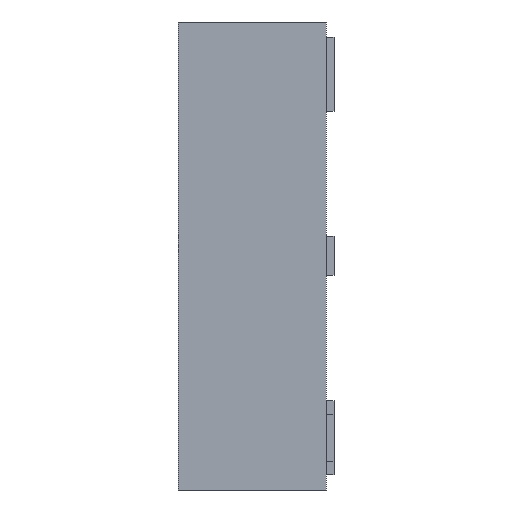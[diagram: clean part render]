
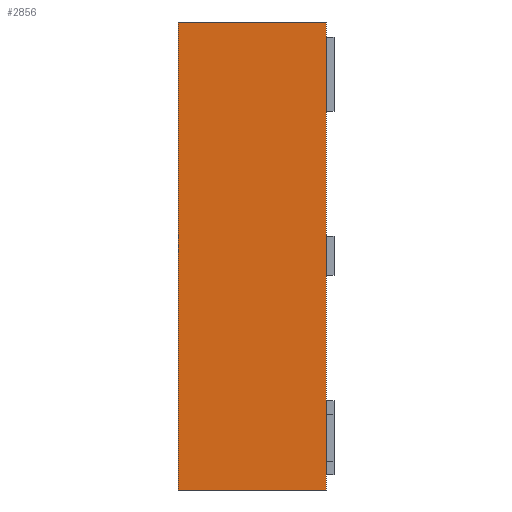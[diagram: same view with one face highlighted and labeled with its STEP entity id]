
A CAD part, left-side view. The second image highlights one B-rep face of the part: STEP entity #2856.
In plain terms, the highlighted planar face has unit normal (-1, 0, 0).
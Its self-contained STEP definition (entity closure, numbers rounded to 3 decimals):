
#20 = VERTEX_POINT ( 'NONE', #3117 ) ;
#194 = ORIENTED_EDGE ( 'NONE', *, *, #3579, .T. ) ;
#376 = EDGE_CURVE ( 'NONE', #1004, #3777, #1303, .T. ) ;
#388 = DIRECTION ( 'NONE',  ( 0., 0., 1. ) ) ;
#615 = ORIENTED_EDGE ( 'NONE', *, *, #376, .F. ) ;
#997 = LINE ( 'NONE', #2589, #1849 ) ;
#1004 = VERTEX_POINT ( 'NONE', #2096 ) ;
#1084 = LINE ( 'NONE', #3042, #2442 ) ;
#1303 = LINE ( 'NONE', #1888, #1418 ) ;
#1357 = DIRECTION ( 'NONE',  ( 1., 0., 0. ) ) ;
#1418 = VECTOR ( 'NONE', #3144, 1000. ) ;
#1819 = ORIENTED_EDGE ( 'NONE', *, *, #3541, .T. ) ;
#1849 = VECTOR ( 'NONE', #2293, 1000. ) ;
#1888 = CARTESIAN_POINT ( 'NONE',  ( -2.25, 0.95, -1.5 ) ) ;
#1900 = AXIS2_PLACEMENT_3D ( 'NONE', #1977, #1357, #2297 ) ;
#1958 = PLANE ( 'NONE',  #1900 ) ;
#1977 = CARTESIAN_POINT ( 'NONE',  ( -2.25, 0.95, -1.5 ) ) ;
#2039 = EDGE_CURVE ( 'NONE', #3777, #2611, #1084, .T. ) ;
#2096 = CARTESIAN_POINT ( 'NONE',  ( -2.25, 0.95, -1.5 ) ) ;
#2099 = CARTESIAN_POINT ( 'NONE',  ( -2.25, 0.95, 1.5 ) ) ;
#2140 = ORIENTED_EDGE ( 'NONE', *, *, #2039, .F. ) ;
#2209 = CARTESIAN_POINT ( 'NONE',  ( -2.25, 0., -1.5 ) ) ;
#2293 = DIRECTION ( 'NONE',  ( 0., -1., 0. ) ) ;
#2297 = DIRECTION ( 'NONE',  ( 0., 0., -1. ) ) ;
#2442 = VECTOR ( 'NONE', #2982, 1000. ) ;
#2531 = LINE ( 'NONE', #2209, #3245 ) ;
#2589 = CARTESIAN_POINT ( 'NONE',  ( -2.25, 0.95, -1.5 ) ) ;
#2592 = FACE_OUTER_BOUND ( 'NONE', #3720, .T. ) ;
#2611 = VERTEX_POINT ( 'NONE', #3186 ) ;
#2856 = ADVANCED_FACE ( 'NONE', ( #2592 ), #1958, .F. ) ;
#2982 = DIRECTION ( 'NONE',  ( 0., -1., 0. ) ) ;
#3042 = CARTESIAN_POINT ( 'NONE',  ( -2.25, 0.95, 1.5 ) ) ;
#3117 = CARTESIAN_POINT ( 'NONE',  ( -2.25, 0., -1.5 ) ) ;
#3144 = DIRECTION ( 'NONE',  ( 0., 0., 1. ) ) ;
#3186 = CARTESIAN_POINT ( 'NONE',  ( -2.25, 0., 1.5 ) ) ;
#3245 = VECTOR ( 'NONE', #388, 1000. ) ;
#3541 = EDGE_CURVE ( 'NONE', #1004, #20, #997, .T. ) ;
#3579 = EDGE_CURVE ( 'NONE', #20, #2611, #2531, .T. ) ;
#3720 = EDGE_LOOP ( 'NONE', ( #194, #2140, #615, #1819 ) ) ;
#3777 = VERTEX_POINT ( 'NONE', #2099 ) ;
